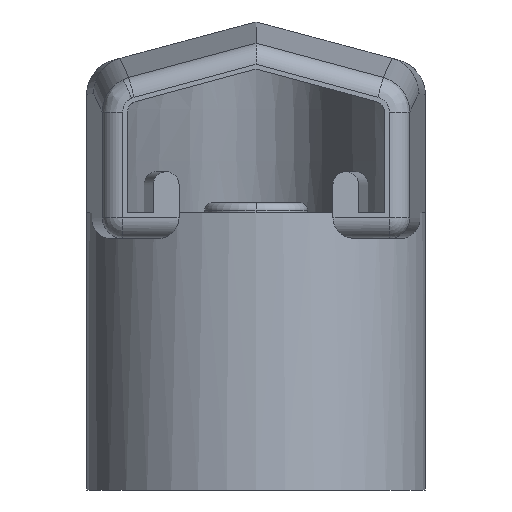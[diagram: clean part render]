
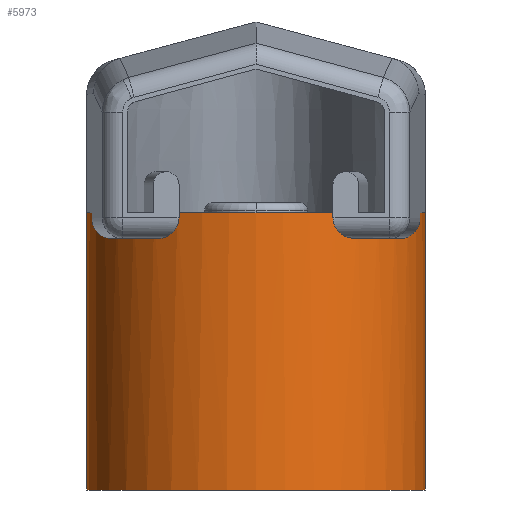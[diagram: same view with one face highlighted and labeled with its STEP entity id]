
A CAD part, front view. The second image highlights one B-rep face of the part: STEP entity #5973.
In plain terms, the highlighted cylindrical face has radius 16.5 mm (diameter 33 mm), a partial arc.
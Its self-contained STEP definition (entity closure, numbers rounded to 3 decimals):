
#385 = CARTESIAN_POINT ( 'NONE',  ( 16.482, -0.768, 0. ) ) ;
#386 = CARTESIAN_POINT ( 'NONE',  ( 13.578, -9.375, 0. ) ) ;
#407 = CARTESIAN_POINT ( 'NONE',  ( 16.482, -0.768, 11.485 ) ) ;
#449 = CARTESIAN_POINT ( 'NONE',  ( -13.578, -9.375, 0. ) ) ;
#453 = CARTESIAN_POINT ( 'NONE',  ( -16.482, -0.768, 0. ) ) ;
#494 = CARTESIAN_POINT ( 'NONE',  ( 16.5, 0., 11.481 ) ) ;
#498 = CARTESIAN_POINT ( 'NONE',  ( -16.5, 0., 11.481 ) ) ;
#682 = CARTESIAN_POINT ( 'NONE',  ( 0., 0., 0. ) ) ;
#683 = DIRECTION ( 'NONE',  ( 0., 0., -1. ) ) ;
#684 = DIRECTION ( 'NONE',  ( -1., 0., 0. ) ) ;
#737 = CARTESIAN_POINT ( 'NONE',  ( -16.482, -0.768, 11.485 ) ) ;
#738 = CARTESIAN_POINT ( 'NONE',  ( -16.494, -0.512, 11.483 ) ) ;
#739 = CARTESIAN_POINT ( 'NONE',  ( -16.5, -0.256, 11.481 ) ) ;
#740 = CARTESIAN_POINT ( 'NONE',  ( -16.5, 0., 11.481 ) ) ;
#2629 = CARTESIAN_POINT ( 'NONE',  ( 0., 0., 16. ) ) ;
#2630 = DIRECTION ( 'NONE',  ( 0., 0., -1. ) ) ;
#2631 = DIRECTION ( 'NONE',  ( -1., 0., 0. ) ) ;
#3633 =( BOUNDED_CURVE ( )  B_SPLINE_CURVE ( 3, ( #5241, #5242, #5243, #5244 ),
 .UNSPECIFIED., .F., .F. ) 
 B_SPLINE_CURVE_WITH_KNOTS ( ( 4, 4 ),
 ( 0., 0.047 ),
 .UNSPECIFIED. ) 
 CURVE ( )  GEOMETRIC_REPRESENTATION_ITEM ( )  RATIONAL_B_SPLINE_CURVE ( ( 1., 1., 1., 1. ) ) 
 REPRESENTATION_ITEM ( '' )  );
#3656 =( BOUNDED_CURVE ( )  B_SPLINE_CURVE ( 3, ( #737, #738, #739, #740 ),
 .UNSPECIFIED., .F., .F. ) 
 B_SPLINE_CURVE_WITH_KNOTS ( ( 4, 4 ),
 ( 6.237, 6.283 ),
 .UNSPECIFIED. ) 
 CURVE ( )  GEOMETRIC_REPRESENTATION_ITEM ( )  RATIONAL_B_SPLINE_CURVE ( ( 1., 1., 1., 1. ) ) 
 REPRESENTATION_ITEM ( '' )  );
#3809 = AXIS2_PLACEMENT_3D ( 'NONE', #5074, #5078, #5079 ) ;
#3822 = VECTOR ( 'NONE', #5185, 1000. ) ;
#3824 = AXIS2_PLACEMENT_3D ( 'NONE', #5249, #5250, #5251 ) ;
#3825 = VECTOR ( 'NONE', #5191, 1000. ) ;
#3826 = VECTOR ( 'NONE', #5194, 1000. ) ;
#3827 = AXIS2_PLACEMENT_3D ( 'NONE', #5258, #5259, #5260 ) ;
#3842 = AXIS2_PLACEMENT_3D ( 'NONE', #682, #683, #684 ) ;
#3996 = LINE ( 'NONE', #3997, #6727 ) ;
#3997 = CARTESIAN_POINT ( 'NONE',  ( -16.482, -0.768, 16. ) ) ;
#3998 = DIRECTION ( 'NONE',  ( 0., 0., -1. ) ) ;
#4731 = VERTEX_POINT ( 'NONE', #4856 ) ;
#4736 = VERTEX_POINT ( 'NONE', #4861 ) ;
#4741 = VERTEX_POINT ( 'NONE', #4866 ) ;
#4792 = AXIS2_PLACEMENT_3D ( 'NONE', #2629, #2630, #2631 ) ;
#4794 = FACE_OUTER_BOUND ( 'NONE', #6833, .T. ) ;
#4797 = CYLINDRICAL_SURFACE ( 'NONE', #4792, 16.5 ) ;
#4856 = CARTESIAN_POINT ( 'NONE',  ( -16.482, -0.768, 11.485 ) ) ;
#4861 = CARTESIAN_POINT ( 'NONE',  ( -16.5, 0., -27. ) ) ;
#4866 = CARTESIAN_POINT ( 'NONE',  ( 16.5, 0., -27. ) ) ;
#5074 = CARTESIAN_POINT ( 'NONE',  ( 0., 0., 0. ) ) ;
#5078 = DIRECTION ( 'NONE',  ( 0., 0., -1. ) ) ;
#5079 = DIRECTION ( 'NONE',  ( -1., 0., 0. ) ) ;
#5183 = LINE ( 'NONE', #5184, #3822 ) ;
#5184 = CARTESIAN_POINT ( 'NONE',  ( -16.5, 0., 16. ) ) ;
#5185 = DIRECTION ( 'NONE',  ( 0., 0., -1. ) ) ;
#5189 = LINE ( 'NONE', #5190, #3825 ) ;
#5190 = CARTESIAN_POINT ( 'NONE',  ( 16.5, 0., 16. ) ) ;
#5191 = DIRECTION ( 'NONE',  ( 0., 0., -1. ) ) ;
#5192 = LINE ( 'NONE', #5193, #3826 ) ;
#5193 = CARTESIAN_POINT ( 'NONE',  ( 16.482, -0.768, 16. ) ) ;
#5194 = DIRECTION ( 'NONE',  ( 0., 0., -1. ) ) ;
#5241 = CARTESIAN_POINT ( 'NONE',  ( 16.5, 0., 11.481 ) ) ;
#5242 = CARTESIAN_POINT ( 'NONE',  ( 16.5, -0.256, 11.481 ) ) ;
#5243 = CARTESIAN_POINT ( 'NONE',  ( 16.494, -0.512, 11.483 ) ) ;
#5244 = CARTESIAN_POINT ( 'NONE',  ( 16.482, -0.768, 11.485 ) ) ;
#5249 = CARTESIAN_POINT ( 'NONE',  ( 0., 0., 0. ) ) ;
#5250 = DIRECTION ( 'NONE',  ( 0., 0., -1. ) ) ;
#5251 = DIRECTION ( 'NONE',  ( -1., 0., 0. ) ) ;
#5258 = CARTESIAN_POINT ( 'NONE',  ( 0., 0., -27. ) ) ;
#5259 = DIRECTION ( 'NONE',  ( 0., 0., 1. ) ) ;
#5260 = DIRECTION ( 'NONE',  ( 1., 0., 0. ) ) ;
#5477 = ORIENTED_EDGE ( 'NONE', *, *, #5646, .T. ) ;
#5481 = ORIENTED_EDGE ( 'NONE', *, *, #5645, .F. ) ;
#5482 = ORIENTED_EDGE ( 'NONE', *, *, #5653, .T. ) ;
#5483 = ORIENTED_EDGE ( 'NONE', *, *, #5657, .T. ) ;
#5484 = ORIENTED_EDGE ( 'NONE', *, *, #5624, .T. ) ;
#5485 = ORIENTED_EDGE ( 'NONE', *, *, #5727, .T. ) ;
#5486 = ORIENTED_EDGE ( 'NONE', *, *, #5698, .T. ) ;
#5487 = ORIENTED_EDGE ( 'NONE', *, *, #5849, .F. ) ;
#5488 = ORIENTED_EDGE ( 'NONE', *, *, #5642, .T. ) ;
#5489 = ORIENTED_EDGE ( 'NONE', *, *, #5660, .T. ) ;
#5605 = CIRCLE ( 'NONE', #3809, 16.5 ) ;
#5624 = EDGE_CURVE ( 'NONE', #6844, #6845, #5605, .T. ) ;
#5642 = EDGE_CURVE ( 'NONE', #7427, #4736, #5183, .T. ) ;
#5645 = EDGE_CURVE ( 'NONE', #7423, #4741, #5189, .T. ) ;
#5646 = EDGE_CURVE ( 'NONE', #6866, #6844, #5192, .T. ) ;
#5653 = EDGE_CURVE ( 'NONE', #7423, #6866, #3633, .T. ) ;
#5656 = CIRCLE ( 'NONE', #3842, 16.5 ) ;
#5657 = EDGE_CURVE ( 'NONE', #6845, #7195, #5703, .T. ) ;
#5660 = EDGE_CURVE ( 'NONE', #4736, #4741, #5713, .T. ) ;
#5698 = EDGE_CURVE ( 'NONE', #7195, #7199, #5656, .T. ) ;
#5703 = CIRCLE ( 'NONE', #3824, 16.5 ) ;
#5713 = CIRCLE ( 'NONE', #3827, 16.5 ) ;
#5727 = EDGE_CURVE ( 'NONE', #4731, #7427, #3656, .T. ) ;
#5849 = EDGE_CURVE ( 'NONE', #4731, #7199, #3996, .T. ) ;
#5973 = ADVANCED_FACE ( 'NONE', ( #4794 ), #4797, .T. ) ;
#6727 = VECTOR ( 'NONE', #3998, 1000. ) ;
#6833 = EDGE_LOOP ( 'NONE', ( #5481, #5482, #5477, #5484, #5483, #5486, #5487, #5485, #5488, #5489 ) ) ;
#6844 = VERTEX_POINT ( 'NONE', #385 ) ;
#6845 = VERTEX_POINT ( 'NONE', #386 ) ;
#6866 = VERTEX_POINT ( 'NONE', #407 ) ;
#7195 = VERTEX_POINT ( 'NONE', #449 ) ;
#7199 = VERTEX_POINT ( 'NONE', #453 ) ;
#7423 = VERTEX_POINT ( 'NONE', #494 ) ;
#7427 = VERTEX_POINT ( 'NONE', #498 ) ;
